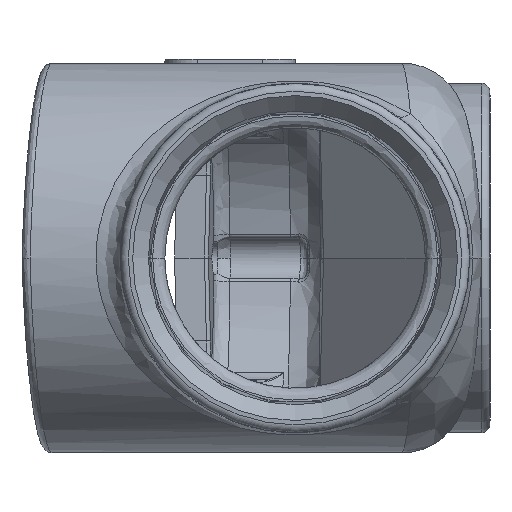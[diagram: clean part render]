
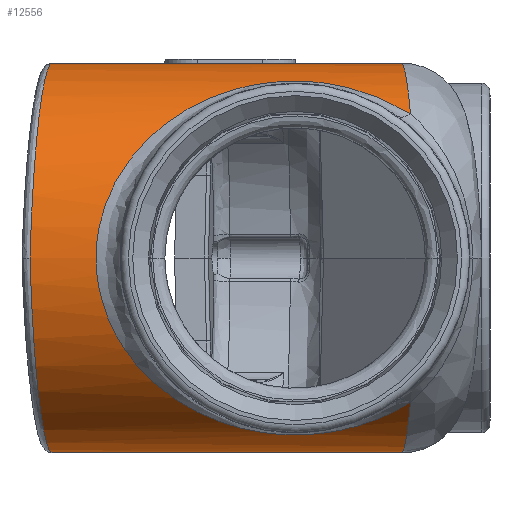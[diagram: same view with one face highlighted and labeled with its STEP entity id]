
A CAD part, left-side view. The second image highlights one B-rep face of the part: STEP entity #12556.
In plain terms, the highlighted cylindrical face has radius 38.1 mm (diameter 76.2 mm), a partial arc.
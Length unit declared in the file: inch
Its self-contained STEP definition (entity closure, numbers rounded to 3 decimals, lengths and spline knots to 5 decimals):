
#1617=FACE_OUTER_BOUND('',#2394,.T.);
#2394=EDGE_LOOP('',(#10710,#10711,#10712,#10713,#10714,#10715,#10716));
#3065=B_SPLINE_CURVE_WITH_KNOTS('',3,(#29132,#29133,#29134,#29135,#29136,
#29137,#29138,#29139,#29140,#29141,#29142,#29143,#29144,#29145,#29146,#29147,
#29148,#29149,#29150,#29151,#29152,#29153,#29154,#29155,#29156),
 .UNSPECIFIED.,.F.,.F.,(4,1,1,1,1,1,1,1,1,1,1,1,1,1,1,1,1,1,1,1,1,1,4),
(-18.73532,-17.39708,-16.72796,-16.3934,
-16.05884,-15.38973,-14.72061,-14.05149,
-13.38237,-11.37501,-10.7059,-9.81374,
-8.92158,-8.02942,-6.24511,-5.35295,
-4.01471,-3.34559,-2.67647,-2.34191,
-2.00736,-1.33824,0.),.UNSPECIFIED.);
#3609=LINE('',#29209,#4429);
#3628=LINE('',#29515,#4448);
#4429=VECTOR('',#15600,0.3937);
#4448=VECTOR('',#15657,0.3937);
#5015=ELLIPSE('',#13532,1.50309,1.5);
#5016=ELLIPSE('',#13533,1.50309,1.5);
#5017=ELLIPSE('',#13535,1.50637,1.5);
#5019=ELLIPSE('',#13538,1.50637,1.5);
#5773=VERTEX_POINT('',#28418);
#5776=VERTEX_POINT('',#28482);
#5777=VERTEX_POINT('',#28493);
#5780=VERTEX_POINT('',#28501);
#5793=VERTEX_POINT('',#28979);
#5794=VERTEX_POINT('',#29245);
#5796=VERTEX_POINT('',#29348);
#7479=EDGE_CURVE('',#5793,#5773,#5015,.T.);
#7480=EDGE_CURVE('',#5773,#5776,#3065,.T.);
#7481=EDGE_CURVE('',#5776,#5777,#5016,.T.);
#7483=EDGE_CURVE('',#5780,#5777,#3609,.T.);
#7484=EDGE_CURVE('',#5780,#5794,#5017,.T.);
#7488=EDGE_CURVE('',#5794,#5796,#5019,.T.);
#7534=EDGE_CURVE('',#5793,#5796,#3628,.T.);
#10710=ORIENTED_EDGE('',*,*,#7484,.F.);
#10711=ORIENTED_EDGE('',*,*,#7483,.T.);
#10712=ORIENTED_EDGE('',*,*,#7481,.F.);
#10713=ORIENTED_EDGE('',*,*,#7480,.F.);
#10714=ORIENTED_EDGE('',*,*,#7479,.F.);
#10715=ORIENTED_EDGE('',*,*,#7534,.T.);
#10716=ORIENTED_EDGE('',*,*,#7488,.F.);
#12027=CYLINDRICAL_SURFACE('',#13553,1.5);
#12556=ADVANCED_FACE('',(#1617),#12027,.T.);
#13532=AXIS2_PLACEMENT_3D('',#28981,#15593,#15594);
#13533=AXIS2_PLACEMENT_3D('',#29206,#15595,#15596);
#13535=AXIS2_PLACEMENT_3D('',#29246,#15601,#15602);
#13538=AXIS2_PLACEMENT_3D('',#29349,#15607,#15608);
#13553=AXIS2_PLACEMENT_3D('',#29514,#15655,#15656);
#15593=DIRECTION('center_axis',(0.062,-0.998,0.017));
#15594=DIRECTION('ref_axis',(-0.96,-0.064,-0.273));
#15595=DIRECTION('center_axis',(0.062,-0.998,-0.017));
#15596=DIRECTION('ref_axis',(-0.96,-0.064,0.273));
#15600=DIRECTION('',(0.,-1.,0.));
#15601=DIRECTION('center_axis',(0.088,0.996,-0.025));
#15602=DIRECTION('ref_axis',(-0.958,0.092,0.272));
#15607=DIRECTION('center_axis',(0.088,0.996,0.025));
#15608=DIRECTION('ref_axis',(-0.958,0.092,-0.272));
#15655=DIRECTION('center_axis',(0.,1.,0.));
#15656=DIRECTION('ref_axis',(0.,0.,-1.));
#15657=DIRECTION('',(0.,1.,0.));
#28418=CARTESIAN_POINT('',(-11.50959,-0.88761,1.10938));
#28482=CARTESIAN_POINT('',(-11.50959,-0.88761,-1.10938));
#28493=CARTESIAN_POINT('',(-10.5,-0.81844,-1.5));
#28501=CARTESIAN_POINT('',(-10.5,1.86852,-1.5));
#28979=CARTESIAN_POINT('',(-10.5,-0.81844,1.5));
#28981=CARTESIAN_POINT('Origin',(-10.5,-0.84474,0.));
#29132=CARTESIAN_POINT('Ctrl Pts',(-11.50959,-0.88761,
1.10938));
#29133=CARTESIAN_POINT('Ctrl Pts',(-11.42573,-0.76689,
1.1857));
#29134=CARTESIAN_POINT('Ctrl Pts',(-11.29601,-0.56984,
1.27651));
#29135=CARTESIAN_POINT('Ctrl Pts',(-11.17759,-0.29957,
1.33869));
#29136=CARTESIAN_POINT('Ctrl Pts',(-11.13718,-0.13067,
1.35801));
#29137=CARTESIAN_POINT('Ctrl Pts',(-11.12221,0.0452,
1.36479));
#29138=CARTESIAN_POINT('Ctrl Pts',(-11.16124,0.26323,
1.34725));
#29139=CARTESIAN_POINT('Ctrl Pts',(-11.26304,0.49432,
1.2938));
#29140=CARTESIAN_POINT('Ctrl Pts',(-11.38405,0.7027,
1.21499));
#29141=CARTESIAN_POINT('Ctrl Pts',(-11.59549,1.01717,1.04451));
#29142=CARTESIAN_POINT('Ctrl Pts',(-11.79954,1.27976,0.79185));
#29143=CARTESIAN_POINT('Ctrl Pts',(-11.94384,1.46197,0.43372));
#29144=CARTESIAN_POINT('Ctrl Pts',(-12.00258,1.5346,0.15805));
#29145=CARTESIAN_POINT('Ctrl Pts',(-12.00273,1.53503,-0.15789));
#29146=CARTESIAN_POINT('Ctrl Pts',(-11.91687,1.4279,-0.55977));
#29147=CARTESIAN_POINT('Ctrl Pts',(-11.73173,1.19526,-0.8838));
#29148=CARTESIAN_POINT('Ctrl Pts',(-11.48403,0.85633,
-1.14435));
#29149=CARTESIAN_POINT('Ctrl Pts',(-11.29731,0.57114,
-1.27592));
#29150=CARTESIAN_POINT('Ctrl Pts',(-11.16112,0.26317,
-1.34729));
#29151=CARTESIAN_POINT('Ctrl Pts',(-11.12225,0.04506,
-1.36478));
#29152=CARTESIAN_POINT('Ctrl Pts',(-11.13721,-0.13078,
-1.358));
#29153=CARTESIAN_POINT('Ctrl Pts',(-11.17763,-0.29966,
-1.33867));
#29154=CARTESIAN_POINT('Ctrl Pts',(-11.29609,-0.56998,
-1.27646));
#29155=CARTESIAN_POINT('Ctrl Pts',(-11.42573,-0.76689,
-1.1857));
#29156=CARTESIAN_POINT('Ctrl Pts',(-11.50959,-0.88761,
-1.10938));
#29206=CARTESIAN_POINT('Origin',(-10.5,-0.84474,0.));
#29209=CARTESIAN_POINT('',(-10.5,0.,-1.5));
#29245=CARTESIAN_POINT('',(-12.,2.03943,0.));
#29246=CARTESIAN_POINT('Origin',(-10.5,1.90633,0.));
#29348=CARTESIAN_POINT('',(-10.5,1.86852,1.5));
#29349=CARTESIAN_POINT('Origin',(-10.5,1.90633,0.));
#29514=CARTESIAN_POINT('Origin',(-10.5,0.,0.));
#29515=CARTESIAN_POINT('',(-10.5,0.,1.5));
